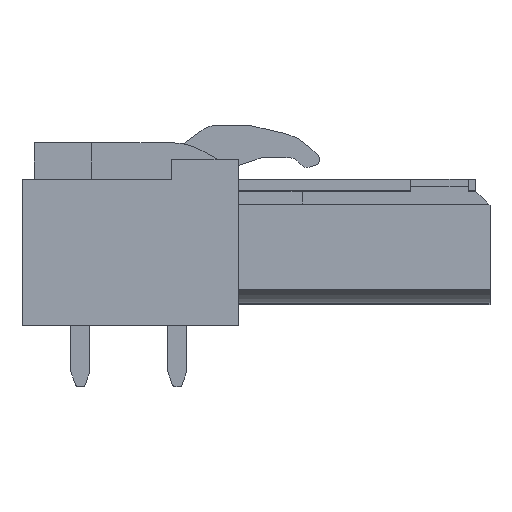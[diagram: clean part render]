
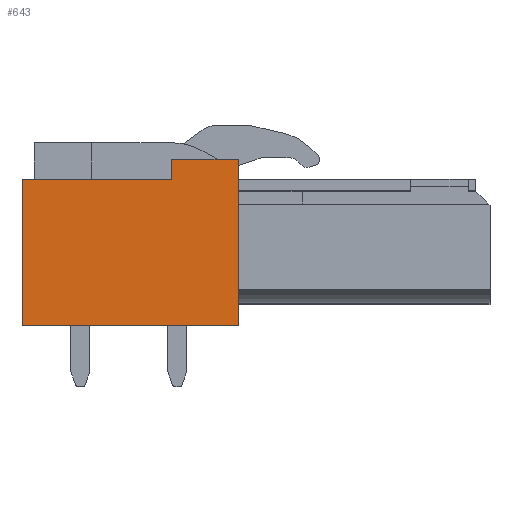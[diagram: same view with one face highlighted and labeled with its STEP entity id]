
A CAD part, left-side view. The second image highlights one B-rep face of the part: STEP entity #643.
In plain terms, the highlighted planar face has unit normal (-1, 0, 0).
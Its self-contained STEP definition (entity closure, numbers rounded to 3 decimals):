
#600=AXIS2_PLACEMENT_3D('Plane Axis2P3D',#597,#598,#599) ;
#575=CARTESIAN_POINT('Vertex',(0.,13.2,3.2)) ;
#578=CARTESIAN_POINT('Line Origine',(0.,18.87,3.2)) ;
#582=CARTESIAN_POINT('Vertex',(0.,24.54,3.2)) ;
#597=CARTESIAN_POINT('Axis2P3D Location',(0.,24.54,12.8)) ;
#602=CARTESIAN_POINT('Line Origine',(0.,16.7,11.42)) ;
#606=CARTESIAN_POINT('Vertex',(0.,16.7,10.9)) ;
#608=CARTESIAN_POINT('Vertex',(0.,16.7,11.94)) ;
#611=CARTESIAN_POINT('Line Origine',(0.,20.62,10.9)) ;
#615=CARTESIAN_POINT('Vertex',(0.,24.54,10.9)) ;
#618=CARTESIAN_POINT('Line Origine',(0.,24.54,7.05)) ;
#623=CARTESIAN_POINT('Line Origine',(0.,13.2,7.57)) ;
#627=CARTESIAN_POINT('Vertex',(0.,13.2,11.94)) ;
#630=CARTESIAN_POINT('Line Origine',(0.,14.95,11.94)) ;
#579=DIRECTION('Vector Direction',(0.,-1.,0.)) ;
#598=DIRECTION('Axis2P3D Direction',(1.,0.,0.)) ;
#599=DIRECTION('Axis2P3D XDirection',(0.,-1.,0.)) ;
#603=DIRECTION('Vector Direction',(0.,0.,1.)) ;
#612=DIRECTION('Vector Direction',(0.,-1.,0.)) ;
#619=DIRECTION('Vector Direction',(0.,0.,-1.)) ;
#624=DIRECTION('Vector Direction',(0.,0.,-1.)) ;
#631=DIRECTION('Vector Direction',(0.,-1.,0.)) ;
#580=VECTOR('Line Direction',#579,1.) ;
#604=VECTOR('Line Direction',#603,1.) ;
#613=VECTOR('Line Direction',#612,1.) ;
#620=VECTOR('Line Direction',#619,1.) ;
#625=VECTOR('Line Direction',#624,1.) ;
#632=VECTOR('Line Direction',#631,1.) ;
#636=ORIENTED_EDGE('',*,*,#610,.F.) ;
#637=ORIENTED_EDGE('',*,*,#617,.F.) ;
#638=ORIENTED_EDGE('',*,*,#622,.T.) ;
#639=ORIENTED_EDGE('',*,*,#584,.T.) ;
#640=ORIENTED_EDGE('',*,*,#629,.F.) ;
#641=ORIENTED_EDGE('',*,*,#634,.F.) ;
#643=ADVANCED_FACE('HOUSING',(#642),#601,.F.) ;
#584=EDGE_CURVE('',#583,#576,#581,.T.) ;
#610=EDGE_CURVE('',#607,#609,#605,.T.) ;
#617=EDGE_CURVE('',#616,#607,#614,.T.) ;
#622=EDGE_CURVE('',#616,#583,#621,.T.) ;
#629=EDGE_CURVE('',#628,#576,#626,.T.) ;
#634=EDGE_CURVE('',#609,#628,#633,.T.) ;
#635=EDGE_LOOP('',(#636,#637,#638,#639,#640,#641)) ;
#642=FACE_OUTER_BOUND('',#635,.T.) ;
#581=LINE('Line',#578,#580) ;
#605=LINE('Line',#602,#604) ;
#614=LINE('Line',#611,#613) ;
#621=LINE('Line',#618,#620) ;
#626=LINE('Line',#623,#625) ;
#633=LINE('Line',#630,#632) ;
#601=PLANE('',#600) ;
#576=VERTEX_POINT('',#575) ;
#583=VERTEX_POINT('',#582) ;
#607=VERTEX_POINT('',#606) ;
#609=VERTEX_POINT('',#608) ;
#616=VERTEX_POINT('',#615) ;
#628=VERTEX_POINT('',#627) ;
